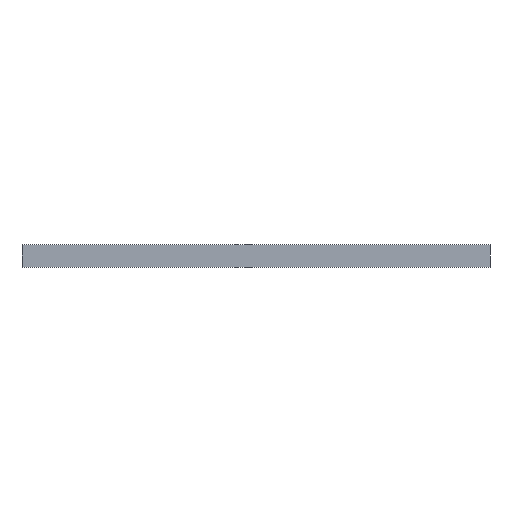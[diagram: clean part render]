
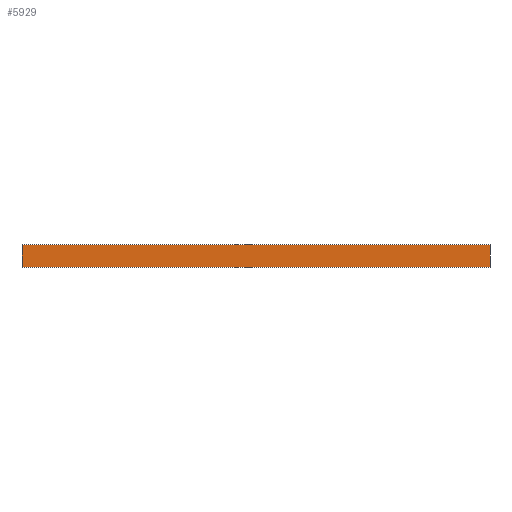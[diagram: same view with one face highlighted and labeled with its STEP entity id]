
A CAD part, left-side view. The second image highlights one B-rep face of the part: STEP entity #5929.
In plain terms, the highlighted planar face has unit normal (-1, 0, 0).
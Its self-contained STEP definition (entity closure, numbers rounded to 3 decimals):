
#177 = DIRECTION ( 'NONE',  ( 0., 0., -1. ) ) ;
#344 = CARTESIAN_POINT ( 'NONE',  ( -500., 2100., 100. ) ) ;
#532 = EDGE_CURVE ( 'NONE', #579, #3116, #8739, .T. ) ;
#579 = VERTEX_POINT ( 'NONE', #710 ) ;
#710 = CARTESIAN_POINT ( 'NONE',  ( -500., 2100., 0. ) ) ;
#935 = VECTOR ( 'NONE', #4962, 1000. ) ;
#981 = DIRECTION ( 'NONE',  ( 0., -1., 0. ) ) ;
#1091 = AXIS2_PLACEMENT_3D ( 'NONE', #3705, #3657, #4702 ) ;
#2325 = ORIENTED_EDGE ( 'NONE', *, *, #4832, .F. ) ;
#2643 = LINE ( 'NONE', #7089, #3177 ) ;
#3112 = VECTOR ( 'NONE', #3477, 1000. ) ;
#3116 = VERTEX_POINT ( 'NONE', #5732 ) ;
#3177 = VECTOR ( 'NONE', #177, 1000. ) ;
#3385 = CARTESIAN_POINT ( 'NONE',  ( -500., 2100., 100. ) ) ;
#3477 = DIRECTION ( 'NONE',  ( 0., -1., 0. ) ) ;
#3657 = DIRECTION ( 'NONE',  ( 1., 0., 0. ) ) ;
#3705 = CARTESIAN_POINT ( 'NONE',  ( -500., 2100., 100. ) ) ;
#4067 = ORIENTED_EDGE ( 'NONE', *, *, #4410, .T. ) ;
#4320 = VERTEX_POINT ( 'NONE', #4516 ) ;
#4410 = EDGE_CURVE ( 'NONE', #8640, #579, #2643, .T. ) ;
#4516 = CARTESIAN_POINT ( 'NONE',  ( -500., 0., 100. ) ) ;
#4702 = DIRECTION ( 'NONE',  ( 0., 1., 0. ) ) ;
#4787 = EDGE_CURVE ( 'NONE', #4320, #3116, #4909, .T. ) ;
#4810 = LINE ( 'NONE', #3385, #5586 ) ;
#4832 = EDGE_CURVE ( 'NONE', #8640, #4320, #4810, .T. ) ;
#4909 = LINE ( 'NONE', #8794, #935 ) ;
#4957 = CARTESIAN_POINT ( 'NONE',  ( -500., 2100., 0. ) ) ;
#4962 = DIRECTION ( 'NONE',  ( 0., 0., -1. ) ) ;
#5420 = FACE_OUTER_BOUND ( 'NONE', #7380, .T. ) ;
#5466 = PLANE ( 'NONE',  #1091 ) ;
#5586 = VECTOR ( 'NONE', #981, 1000. ) ;
#5732 = CARTESIAN_POINT ( 'NONE',  ( -500., 0., 0. ) ) ;
#5929 = ADVANCED_FACE ( 'NONE', ( #5420 ), #5466, .F. ) ;
#7089 = CARTESIAN_POINT ( 'NONE',  ( -500., 2100., 100. ) ) ;
#7380 = EDGE_LOOP ( 'NONE', ( #9845, #8664, #2325, #4067 ) ) ;
#8640 = VERTEX_POINT ( 'NONE', #344 ) ;
#8664 = ORIENTED_EDGE ( 'NONE', *, *, #4787, .F. ) ;
#8739 = LINE ( 'NONE', #4957, #3112 ) ;
#8794 = CARTESIAN_POINT ( 'NONE',  ( -500., 0., 100. ) ) ;
#9845 = ORIENTED_EDGE ( 'NONE', *, *, #532, .T. ) ;
